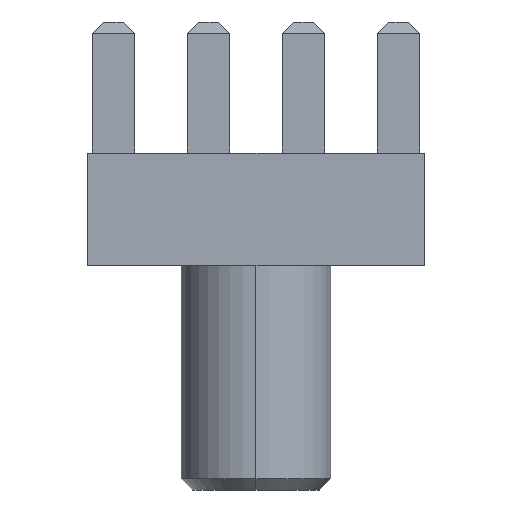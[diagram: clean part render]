
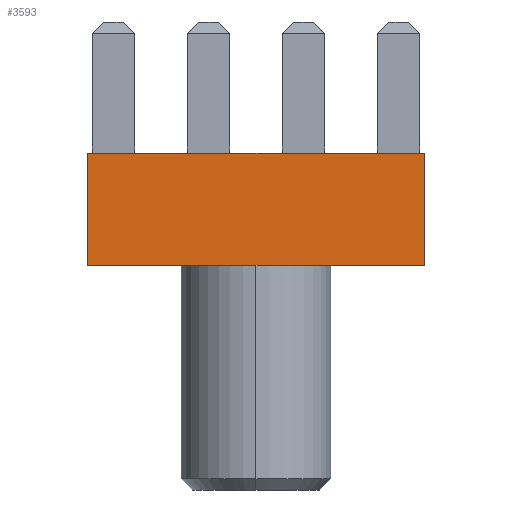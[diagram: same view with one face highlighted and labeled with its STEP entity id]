
A CAD part, left-side view. The second image highlights one B-rep face of the part: STEP entity #3593.
In plain terms, the highlighted planar face has unit normal (-1, 0, 0).
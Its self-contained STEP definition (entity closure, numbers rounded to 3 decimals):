
#113 = PLANE ( 'NONE',  #2503 ) ;
#267 = LINE ( 'NONE', #3872, #1193 ) ;
#393 = ORIENTED_EDGE ( 'NONE', *, *, #2025, .T. ) ;
#402 = VECTOR ( 'NONE', #3705, 1000. ) ;
#468 = DIRECTION ( 'NONE',  ( 1., 0., 0. ) ) ;
#559 = ORIENTED_EDGE ( 'NONE', *, *, #2473, .F. ) ;
#988 = CARTESIAN_POINT ( 'NONE',  ( -4.5, -4.5, 3. ) ) ;
#989 = VECTOR ( 'NONE', #2223, 1000. ) ;
#1074 = CARTESIAN_POINT ( 'NONE',  ( -4.5, -4.5, 3. ) ) ;
#1086 = CARTESIAN_POINT ( 'NONE',  ( -4.5, 4.5, 3. ) ) ;
#1193 = VECTOR ( 'NONE', #3897, 1000. ) ;
#1237 = CARTESIAN_POINT ( 'NONE',  ( -4.5, 4.5, 3. ) ) ;
#1391 = DIRECTION ( 'NONE',  ( 0., 0., -1. ) ) ;
#1460 = EDGE_CURVE ( 'NONE', #2743, #2283, #3783, .T. ) ;
#1934 = VERTEX_POINT ( 'NONE', #1086 ) ;
#2025 = EDGE_CURVE ( 'NONE', #1934, #2743, #2121, .T. ) ;
#2111 = CARTESIAN_POINT ( 'NONE',  ( -4.5, -4.5, 3. ) ) ;
#2121 = LINE ( 'NONE', #1237, #989 ) ;
#2148 = EDGE_CURVE ( 'NONE', #2338, #2283, #267, .T. ) ;
#2223 = DIRECTION ( 'NONE',  ( 0., 0., -1. ) ) ;
#2283 = VERTEX_POINT ( 'NONE', #2298 ) ;
#2298 = CARTESIAN_POINT ( 'NONE',  ( -4.5, -4.5, 0. ) ) ;
#2300 = ORIENTED_EDGE ( 'NONE', *, *, #1460, .T. ) ;
#2338 = VERTEX_POINT ( 'NONE', #988 ) ;
#2436 = CARTESIAN_POINT ( 'NONE',  ( -4.5, -4.5, 0. ) ) ;
#2473 = EDGE_CURVE ( 'NONE', #1934, #2338, #3373, .T. ) ;
#2492 = DIRECTION ( 'NONE',  ( 0., -1., 0. ) ) ;
#2503 = AXIS2_PLACEMENT_3D ( 'NONE', #1074, #468, #1391 ) ;
#2743 = VERTEX_POINT ( 'NONE', #3568 ) ;
#3373 = LINE ( 'NONE', #2111, #402 ) ;
#3564 = ORIENTED_EDGE ( 'NONE', *, *, #2148, .F. ) ;
#3568 = CARTESIAN_POINT ( 'NONE',  ( -4.5, 4.5, 0. ) ) ;
#3588 = EDGE_LOOP ( 'NONE', ( #2300, #3564, #559, #393 ) ) ;
#3593 = ADVANCED_FACE ( 'NONE', ( #3627 ), #113, .F. ) ;
#3627 = FACE_OUTER_BOUND ( 'NONE', #3588, .T. ) ;
#3630 = VECTOR ( 'NONE', #2492, 1000. ) ;
#3705 = DIRECTION ( 'NONE',  ( 0., -1., 0. ) ) ;
#3783 = LINE ( 'NONE', #2436, #3630 ) ;
#3872 = CARTESIAN_POINT ( 'NONE',  ( -4.5, -4.5, 3. ) ) ;
#3897 = DIRECTION ( 'NONE',  ( 0., 0., -1. ) ) ;
